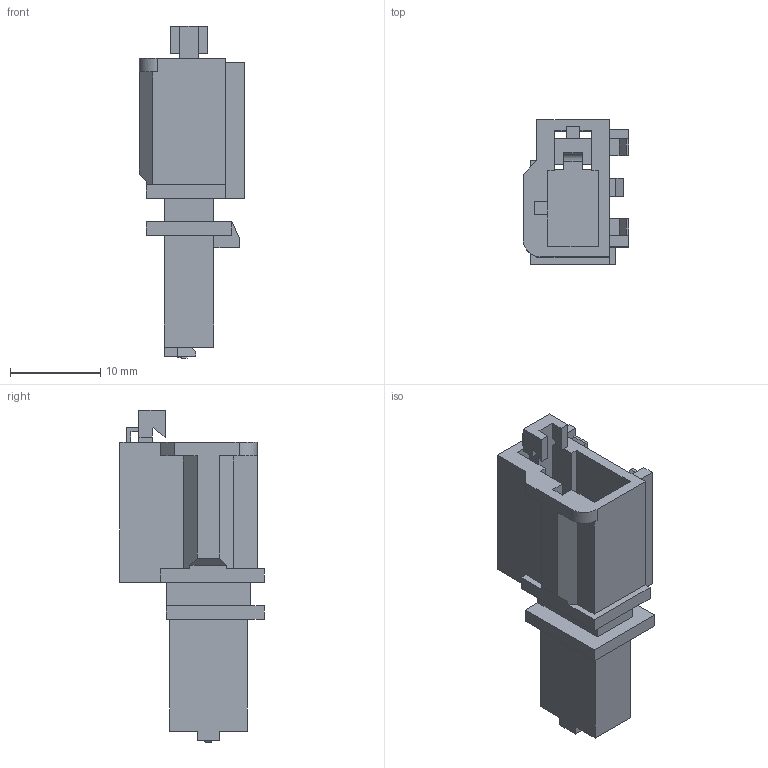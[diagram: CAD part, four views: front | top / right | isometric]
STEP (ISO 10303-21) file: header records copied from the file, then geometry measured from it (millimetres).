
FILE_DESCRIPTION(/* description */ (''),/* implementation_level */ '2;1');
FILE_NAME(/* name */ '33254851_ENV10_01.stp',/* time_stamp */ '2023-07-19T00:03:02+08:00',/* author */ (''),/* organization */ (''),/* preprocessor_version */ 'ST-DEVELOPER v16',/* originating_system */ 'SIEMENS PLM Software NX 11.0',/* authorisation */ '');
FILE_SCHEMA (('AUTOMOTIVE_DESIGN { 1 0 10303 214 3 1 1 1 }'));
Length unit declared in the file: millimetre
Products named in the file (1): 33254851_ENV10_01
Bounding box: 11.74 x 15.97 x 36.8 mm (x, y, z)
Volume: 2121.5 mm3; surface area: 2644.9 mm2
Topology: 1 solids, 1 shells, 120 faces, 347 edges, 231 vertices
Faces by surface type: plane 116, cylinder 4
Entity records: 3906 total; most frequent: CARTESIAN_POINT 699, ORIENTED_EDGE 694, DIRECTION 600, EDGE_CURVE 347, LINE 336, VECTOR 336, VERTEX_POINT 231, AXIS2_PLACEMENT_3D 132
